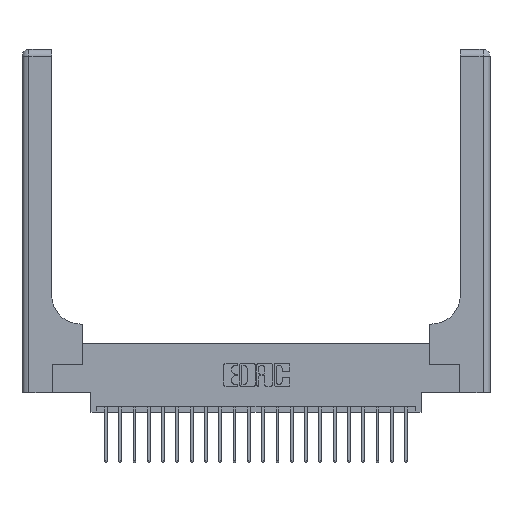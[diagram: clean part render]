
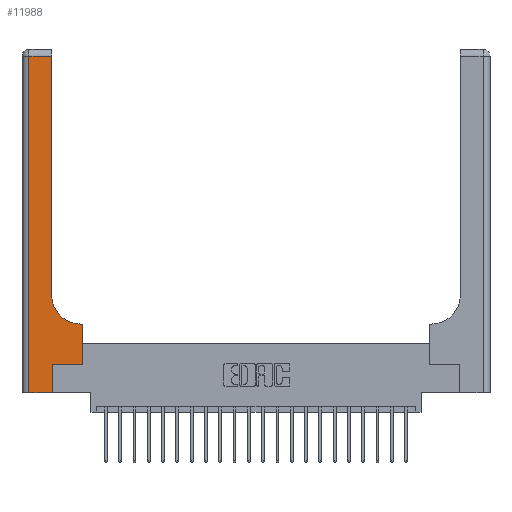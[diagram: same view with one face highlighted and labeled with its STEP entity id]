
A CAD part, top view. The second image highlights one B-rep face of the part: STEP entity #11988.
In plain terms, the highlighted planar face has unit normal (0, 0, 1).
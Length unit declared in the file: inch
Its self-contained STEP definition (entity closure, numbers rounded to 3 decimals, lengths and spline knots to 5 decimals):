
#405 = EDGE_CURVE ( 'NONE', #570, #1533, #12165, .T. ) ;
#570 = VERTEX_POINT ( 'NONE', #15117 ) ;
#901 = ORIENTED_EDGE ( 'NONE', *, *, #15950, .T. ) ;
#1271 = VECTOR ( 'NONE', #5411, 39.37008 ) ;
#1431 = CARTESIAN_POINT ( 'NONE',  ( 0.06, 3., 0.37 ) ) ;
#1533 = VERTEX_POINT ( 'NONE', #12953 ) ;
#2640 = VECTOR ( 'NONE', #14707, 39.37008 ) ;
#2937 = CARTESIAN_POINT ( 'NONE',  ( 0.26, 0.6, 0.37 ) ) ;
#3128 = CARTESIAN_POINT ( 'NONE',  ( 0.528, 0.6, 0.37 ) ) ;
#3506 = CARTESIAN_POINT ( 'NONE',  ( 0.528, 0.25, 0.37 ) ) ;
#3629 = ORIENTED_EDGE ( 'NONE', *, *, #10640, .T. ) ;
#3661 = ORIENTED_EDGE ( 'NONE', *, *, #17046, .T. ) ;
#3757 = EDGE_CURVE ( 'NONE', #3890, #4613, #19359, .T. ) ;
#3890 = VERTEX_POINT ( 'NONE', #14701 ) ;
#4467 = AXIS2_PLACEMENT_3D ( 'NONE', #10238, #20781, #14162 ) ;
#4517 = VERTEX_POINT ( 'NONE', #3128 ) ;
#4613 = VERTEX_POINT ( 'NONE', #9138 ) ;
#4659 = LINE ( 'NONE', #15132, #14799 ) ;
#4754 = AXIS2_PLACEMENT_3D ( 'NONE', #12558, #7353, #19609 ) ;
#5342 = LINE ( 'NONE', #12132, #7987 ) ;
#5411 = DIRECTION ( 'NONE',  ( 0., -1., 0. ) ) ;
#6541 = ORIENTED_EDGE ( 'NONE', *, *, #405, .T. ) ;
#7353 = DIRECTION ( 'NONE',  ( 0., 0., -1. ) ) ;
#7701 = VERTEX_POINT ( 'NONE', #20199 ) ;
#7987 = VECTOR ( 'NONE', #21149, 39.37008 ) ;
#8364 = CARTESIAN_POINT ( 'NONE',  ( 0.26, 3., 0.37 ) ) ;
#8720 = LINE ( 'NONE', #3506, #20697 ) ;
#8941 = DIRECTION ( 'NONE',  ( 0., 1., 0. ) ) ;
#9009 = EDGE_CURVE ( 'NONE', #17875, #570, #15397, .T. ) ;
#9138 = CARTESIAN_POINT ( 'NONE',  ( 0.06, 0., 0.37 ) ) ;
#9242 = DIRECTION ( 'NONE',  ( 1., 0., 0. ) ) ;
#9349 = CARTESIAN_POINT ( 'NONE',  ( 0.265, 0.25, 0.37 ) ) ;
#10238 = CARTESIAN_POINT ( 'NONE',  ( 0., 3., 0.37 ) ) ;
#10382 = CARTESIAN_POINT ( 'NONE',  ( 0.265, 0.25, 0.37 ) ) ;
#10565 = CARTESIAN_POINT ( 'NONE',  ( 0.51, 0.6, 0.37 ) ) ;
#10591 = PLANE ( 'NONE',  #4467 ) ;
#10596 = VERTEX_POINT ( 'NONE', #22349 ) ;
#10640 = EDGE_CURVE ( 'NONE', #4517, #17875, #13794, .T. ) ;
#11247 = CARTESIAN_POINT ( 'NONE',  ( 0., 0., 0.37 ) ) ;
#11988 = ADVANCED_FACE ( 'NONE', ( #12344 ), #10591, .F. ) ;
#12132 = CARTESIAN_POINT ( 'NONE',  ( 0., 2.94, 0.37 ) ) ;
#12165 = LINE ( 'NONE', #8364, #12426 ) ;
#12207 = ORIENTED_EDGE ( 'NONE', *, *, #15241, .T. ) ;
#12344 = FACE_OUTER_BOUND ( 'NONE', #12443, .T. ) ;
#12426 = VECTOR ( 'NONE', #17236, 39.37008 ) ;
#12443 = EDGE_LOOP ( 'NONE', ( #6541, #22152, #21206, #901, #12207, #3661, #14847, #3629, #17904 ) ) ;
#12558 = CARTESIAN_POINT ( 'NONE',  ( 0.51, 0.85, 0.37 ) ) ;
#12953 = CARTESIAN_POINT ( 'NONE',  ( 0.26, 2.94, 0.37 ) ) ;
#13203 = LINE ( 'NONE', #11247, #2640 ) ;
#13513 = DIRECTION ( 'NONE',  ( 0., 1., 0. ) ) ;
#13794 = LINE ( 'NONE', #2937, #15841 ) ;
#13820 = EDGE_CURVE ( 'NONE', #10596, #4517, #8720, .T. ) ;
#14162 = DIRECTION ( 'NONE',  ( -1., 0., 0. ) ) ;
#14701 = CARTESIAN_POINT ( 'NONE',  ( 0.06, 2.94, 0.37 ) ) ;
#14707 = DIRECTION ( 'NONE',  ( 1., 0., 0. ) ) ;
#14799 = VECTOR ( 'NONE', #13513, 39.37008 ) ;
#14847 = ORIENTED_EDGE ( 'NONE', *, *, #13820, .T. ) ;
#15117 = CARTESIAN_POINT ( 'NONE',  ( 0.26, 0.85, 0.37 ) ) ;
#15132 = CARTESIAN_POINT ( 'NONE',  ( 0.265, 0., 0.37 ) ) ;
#15241 = EDGE_CURVE ( 'NONE', #7701, #22517, #4659, .T. ) ;
#15397 = CIRCLE ( 'NONE', #4754, 0.25 ) ;
#15841 = VECTOR ( 'NONE', #17034, 39.37008 ) ;
#15950 = EDGE_CURVE ( 'NONE', #4613, #7701, #13203, .T. ) ;
#17034 = DIRECTION ( 'NONE',  ( -1., 0., 0. ) ) ;
#17046 = EDGE_CURVE ( 'NONE', #22517, #10596, #18139, .T. ) ;
#17236 = DIRECTION ( 'NONE',  ( 0., 1., 0. ) ) ;
#17456 = VECTOR ( 'NONE', #9242, 39.37008 ) ;
#17875 = VERTEX_POINT ( 'NONE', #10565 ) ;
#17904 = ORIENTED_EDGE ( 'NONE', *, *, #9009, .T. ) ;
#18139 = LINE ( 'NONE', #9349, #17456 ) ;
#19359 = LINE ( 'NONE', #1431, #1271 ) ;
#19609 = DIRECTION ( 'NONE',  ( 1., 0., 0. ) ) ;
#20199 = CARTESIAN_POINT ( 'NONE',  ( 0.265, 0., 0.37 ) ) ;
#20697 = VECTOR ( 'NONE', #8941, 39.37008 ) ;
#20781 = DIRECTION ( 'NONE',  ( 0., 0., -1. ) ) ;
#21149 = DIRECTION ( 'NONE',  ( -1., 0., 0. ) ) ;
#21206 = ORIENTED_EDGE ( 'NONE', *, *, #3757, .T. ) ;
#22152 = ORIENTED_EDGE ( 'NONE', *, *, #22499, .T. ) ;
#22349 = CARTESIAN_POINT ( 'NONE',  ( 0.528, 0.25, 0.37 ) ) ;
#22499 = EDGE_CURVE ( 'NONE', #1533, #3890, #5342, .T. ) ;
#22517 = VERTEX_POINT ( 'NONE', #10382 ) ;
